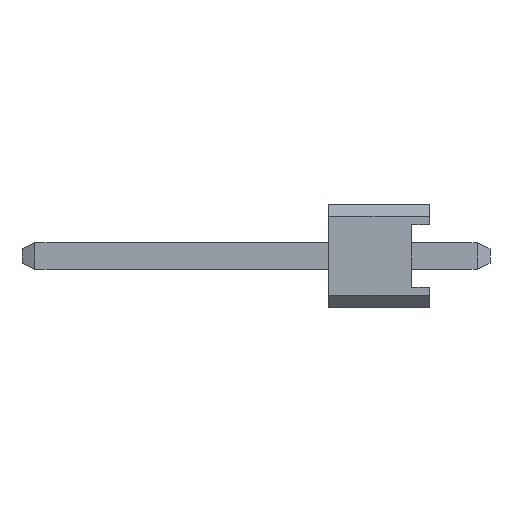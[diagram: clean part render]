
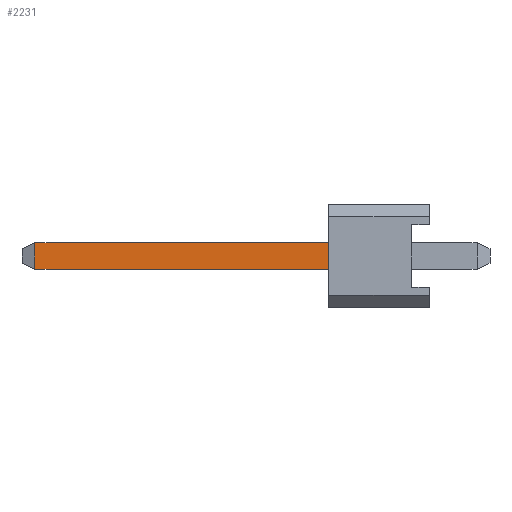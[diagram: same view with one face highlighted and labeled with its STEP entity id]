
A CAD part, left-side view. The second image highlights one B-rep face of the part: STEP entity #2231.
In plain terms, the highlighted planar face has unit normal (-1, 0, 0).
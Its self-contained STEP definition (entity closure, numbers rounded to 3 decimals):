
#327 = EDGE_CURVE ( 'NONE', #350, #407, #2927, .T. ) ;
#350 = VERTEX_POINT ( 'NONE', #2951 ) ;
#407 = VERTEX_POINT ( 'NONE', #3048 ) ;
#2173 = VERTEX_POINT ( 'NONE', #6725 ) ;
#2224 = ORIENTED_EDGE ( 'NONE', *, *, #2243, .F. ) ;
#2228 = VERTEX_POINT ( 'NONE', #6838 ) ;
#2231 = ADVANCED_FACE ( 'NONE', ( #6827 ), #6826, .F. ) ;
#2232 = ORIENTED_EDGE ( 'NONE', *, *, #2233, .T. ) ;
#2233 = EDGE_CURVE ( 'NONE', #2228, #2173, #6307, .T. ) ;
#2234 = ORIENTED_EDGE ( 'NONE', *, *, #2235, .T. ) ;
#2235 = EDGE_CURVE ( 'NONE', #2173, #350, #6885, .T. ) ;
#2237 = ORIENTED_EDGE ( 'NONE', *, *, #327, .T. ) ;
#2243 = EDGE_CURVE ( 'NONE', #2228, #407, #6871, .T. ) ;
#2275 = EDGE_LOOP ( 'NONE', ( #2224, #2232, #2234, #2237 ) ) ;
#2924 = DIRECTION ( 'NONE',  ( 0., 0., 1. ) ) ;
#2925 = VECTOR ( 'NONE', #2924, 1000. ) ;
#2926 = CARTESIAN_POINT ( 'NONE',  ( -0.325, 2.5, -1.27 ) ) ;
#2927 = LINE ( 'NONE', #2926, #2925 ) ;
#2951 = CARTESIAN_POINT ( 'NONE',  ( -0.325, 2.5, -0.325 ) ) ;
#3048 = CARTESIAN_POINT ( 'NONE',  ( -0.325, 2.5, 0.325 ) ) ;
#6302 = CARTESIAN_POINT ( 'NONE',  ( -0.325, 9.778, 0.325 ) ) ;
#6307 = LINE ( 'NONE', #6302, #6566 ) ;
#6561 = DIRECTION ( 'NONE',  ( 0., 0., -1. ) ) ;
#6566 = VECTOR ( 'NONE', #6561, 1000. ) ;
#6725 = CARTESIAN_POINT ( 'NONE',  ( -0.325, 9.778, -0.325 ) ) ;
#6822 = DIRECTION ( 'NONE',  ( 0., 0., -1. ) ) ;
#6823 = DIRECTION ( 'NONE',  ( 1., 0., 0. ) ) ;
#6824 = CARTESIAN_POINT ( 'NONE',  ( -0.325, 10.1, 0.325 ) ) ;
#6825 = AXIS2_PLACEMENT_3D ( 'NONE', #6824, #6823, #6822 ) ;
#6826 = PLANE ( 'NONE',  #6825 ) ;
#6827 = FACE_OUTER_BOUND ( 'NONE', #2275, .T. ) ;
#6838 = CARTESIAN_POINT ( 'NONE',  ( -0.325, 9.778, 0.325 ) ) ;
#6868 = DIRECTION ( 'NONE',  ( 0., -1., 0. ) ) ;
#6869 = VECTOR ( 'NONE', #6868, 1000. ) ;
#6870 = CARTESIAN_POINT ( 'NONE',  ( -0.325, 10.1, 0.325 ) ) ;
#6871 = LINE ( 'NONE', #6870, #6869 ) ;
#6882 = DIRECTION ( 'NONE',  ( 0., -1., 0. ) ) ;
#6883 = VECTOR ( 'NONE', #6882, 1000. ) ;
#6884 = CARTESIAN_POINT ( 'NONE',  ( -0.325, 10.1, -0.325 ) ) ;
#6885 = LINE ( 'NONE', #6884, #6883 ) ;
